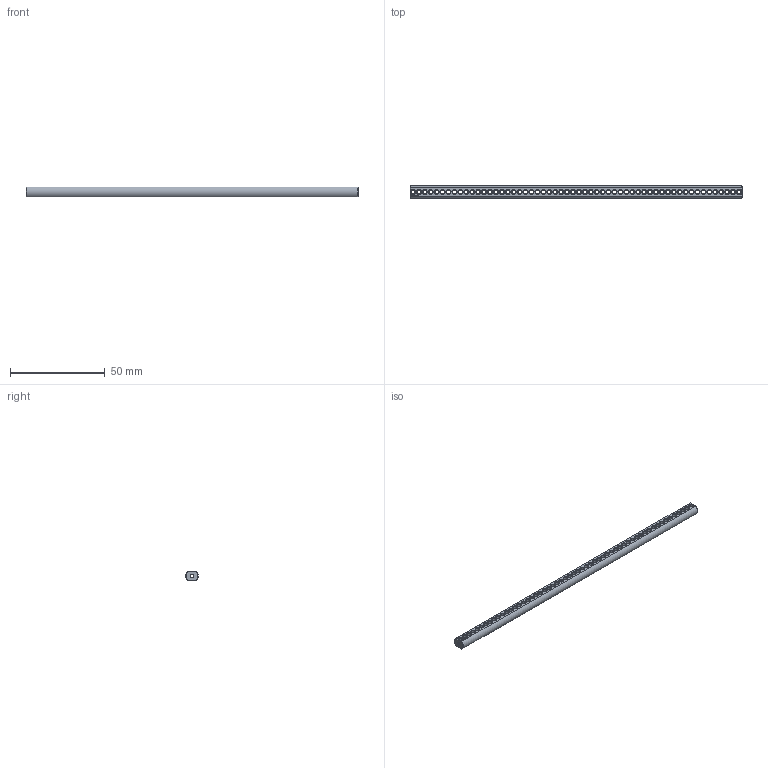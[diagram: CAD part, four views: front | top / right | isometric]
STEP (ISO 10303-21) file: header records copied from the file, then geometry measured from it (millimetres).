
FILE_DESCRIPTION(('FreeCAD Model'),'2;1');
FILE_NAME('Open CASCADE Shape Model','2024-06-18T14:25:07',(''),(''), 'Open CASCADE STEP processor 7.6','FreeCAD','Unknown');
FILE_SCHEMA(('AUTOMOTIVE_DESIGN { 1 0 10303 214 1 1 1 1 }'));
Length unit declared in the file: millimetre
Products named in the file (1): Shaft IDX BU14.00 - SPN-SFT-0176 (stemfie.org)
Bounding box: 175 x 6.6 x 5 mm (x, y, z)
Volume: 3993.8 mm3; surface area: 5040.3 mm2
Topology: 1 solids, 1 shells, 742 faces, 2246 edges, 1420 vertices
Faces by surface type: plane 315, cylinder 171, extrusion 140, cone 116
Full cylindrical faces by diameter (mm): 2 x169
Entity records: 25786 total; most frequent: CARTESIAN_POINT 5249, ORIENTED_EDGE 4492, DIRECTION 4010, EDGE_CURVE 2246, VERTEX_POINT 1420, VECTOR 1408, AXIS2_PLACEMENT_3D 1301, LINE 1268
